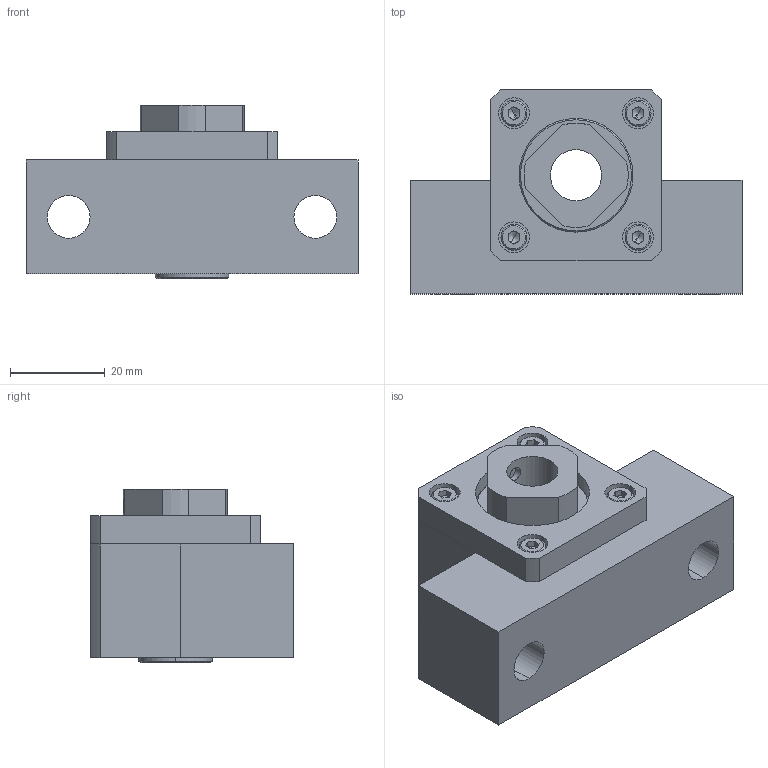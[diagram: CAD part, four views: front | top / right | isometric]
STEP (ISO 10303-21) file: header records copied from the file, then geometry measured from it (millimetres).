
FILE_DESCRIPTION (( 'STEP AP203' ), '1' );
FILE_NAME ('EK12.STEP', '2014-11-13T06:32:05', ( 'woni' ), ( '' ), 'SwSTEP 2.0', 'SolidWorks 2013', '' );
FILE_SCHEMA (( 'CONFIG_CONTROL_DESIGN' ));
Length unit declared in the file: millimetre
Products named in the file (10): EK12 OILSEAL; EK12; EK12 BLOCK; EK12 COLLAR 02; M12 LOCK NUT; 7001A; EK12 COVER; STSSCW-M4x0.7P-4L-endtype_F_SM20C^EK12; HSBOLT-M3x5L_SM20C^EK12; EK12 COLLAR 01
Assembly tree (14 placements, depth 2):
  EK12
    EK12 BLOCK
    7001A  x2
    EK12 COLLAR 01
    EK12 COLLAR 02
    EK12 COVER
    EK12 OILSEAL  x2
    M12 LOCK NUT
    STSSCW-M4x0.7P-4L-endtype_F_SM20C^EK12
    HSBOLT-M3x5L_SM20C^EK12  x4
Bounding box: 70 x 43 x 36.5 mm (x, y, z)
Volume: 56808.6 mm3; surface area: 26495.2 mm2
Topology: 14 solids, 14 shells, 334 faces, 735 edges, 435 vertices
Faces by surface type: plane 115, cylinder 103, cone 88, bspline 20, torus 8
Entity records: 7627 total; most frequent: CARTESIAN_POINT 1581, DIRECTION 1113, ORIENTED_EDGE 926, EDGE_CURVE 463, AXIS2_PLACEMENT_3D 442, VERTEX_POINT 286, EDGE_LOOP 255, VECTOR 229
